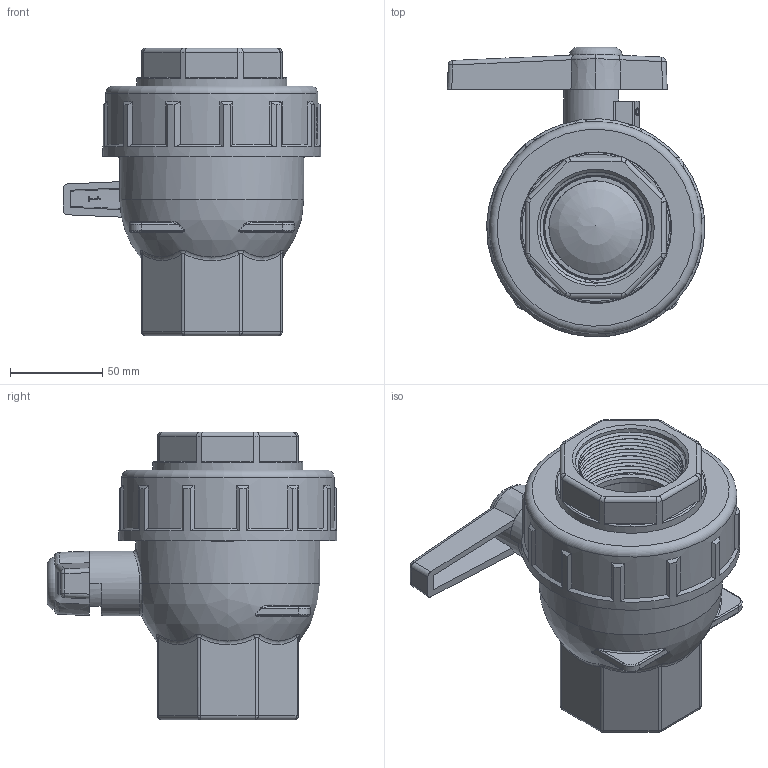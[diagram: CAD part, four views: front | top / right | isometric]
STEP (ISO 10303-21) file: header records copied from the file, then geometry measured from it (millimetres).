
FILE_DESCRIPTION(/* description */ ('2" FULL PORT UNION VALVE'),/* implementation_level */ '2;1');
FILE_NAME(/* name */ 'SUV200FP.stp',/* time_stamp */ '2022-09-07T12:06:21-04:00',/* author */ ('MJC'),/* organization */ (''),/* preprocessor_version */ 'ST-DEVELOPER v18.1',/* originating_system */ 'Autodesk Inventor 2022',/* authorisation */ '');
FILE_SCHEMA (('AUTOMOTIVE_DESIGN { 1 0 10303 214 3 1 1 }'));
Products named in the file (14): SUV200FP; SUV20254; SUV20153; SUV20150; WS20002; SUV20257; WS25258; UV20256; WS20163E; VE10264E; V20353C; WS25255; WS25255M; WS25255X
Assembly tree (17 placements, depth 4):
  SUV200FP
    SUV20254
    WS25258  x2
    SUV20153
    SUV20150
    WS20002
    SUV20257
    UV20256
    WS20163E  x2
    VE10264E  x3
    V20353C
    WS25255
      WS25255M
        WS25255X
Bounding box: 139.38 x 156.78 x 155.71 mm (x, y, z)
Volume: 698920.7 mm3; surface area: 242143.8 mm2
Topology: 15 solids, 15 shells, 1346 faces, 3491 edges, 2258 vertices
Faces by surface type: plane 564, bspline 331, cylinder 236, cone 143, torus 55, sphere 17
Full cylindrical faces by diameter (mm): 3.175 x2, 3.251 x1, 7.938 x1, 14.287 x1, 18.263 x2, 18.898 x1, 21.844 x4, 22.225 x3, 22.301 x1, 23.495 x1, 24.079 x1, 25.527 x3, 26.67 x1, 28.575 x1, 50.8 x6, 52.934 x3, 54.102 x2, 60.35 x3, 61.265 x2, 61.671 x1, 63.398 x1, 63.602 x1, 76.073 x1, 81.28 x1, 82.042 x1, 88.773 x1, 88.9 x1, 89.662 x1, 90.932 x1, 93.726 x1
Entity records: 94013 total; most frequent: CARTESIAN_POINT 63658, ORIENTED_EDGE 6902, DIRECTION 5090, EDGE_CURVE 3451, VERTEX_POINT 2240, AXIS2_PLACEMENT_3D 1772, LINE 1546, VECTOR 1546
